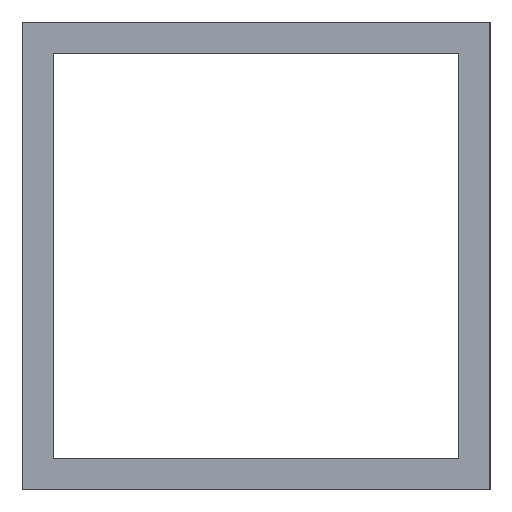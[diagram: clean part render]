
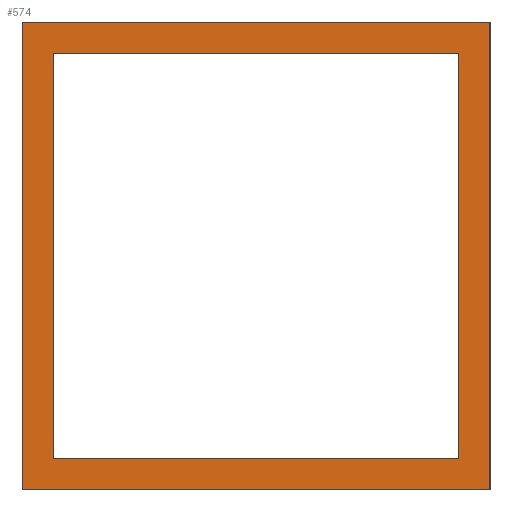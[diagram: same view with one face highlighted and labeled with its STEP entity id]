
A CAD part, left-side view. The second image highlights one B-rep face of the part: STEP entity #574.
In plain terms, the highlighted planar face has unit normal (-1, 0, 0).
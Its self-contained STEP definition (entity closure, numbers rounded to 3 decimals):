
#4 = DIRECTION ( 'NONE',  ( 0., 0., -1. ) ) ;
#5 = CARTESIAN_POINT ( 'NONE',  ( 0., -13., -13. ) ) ;
#24 = DIRECTION ( 'NONE',  ( 0., 0., -1. ) ) ;
#102 = DIRECTION ( 'NONE',  ( 0., 0., -1. ) ) ;
#111 = EDGE_CURVE ( 'NONE', #1879, #796, #2499, .T. ) ;
#191 = ORIENTED_EDGE ( 'NONE', *, *, #2107, .T. ) ;
#193 = ORIENTED_EDGE ( 'NONE', *, *, #656, .T. ) ;
#199 = CARTESIAN_POINT ( 'NONE',  ( 0., -15., 15. ) ) ;
#244 = LINE ( 'NONE', #1142, #1343 ) ;
#259 = DIRECTION ( 'NONE',  ( 0., 0., -1. ) ) ;
#278 = CARTESIAN_POINT ( 'NONE',  ( 0., 13., -13. ) ) ;
#404 = VECTOR ( 'NONE', #2488, 1000. ) ;
#466 = DIRECTION ( 'NONE',  ( 0., 0., -1. ) ) ;
#496 = CARTESIAN_POINT ( 'NONE',  ( 0., 15., -15. ) ) ;
#574 = ADVANCED_FACE ( 'NONE', ( #930, #918 ), #1927, .F. ) ;
#656 = EDGE_CURVE ( 'NONE', #1632, #1788, #1260, .T. ) ;
#715 = CARTESIAN_POINT ( 'NONE',  ( 0., 15., 15. ) ) ;
#716 = VECTOR ( 'NONE', #259, 1000. ) ;
#736 = VERTEX_POINT ( 'NONE', #2724 ) ;
#796 = VERTEX_POINT ( 'NONE', #1333 ) ;
#918 = FACE_OUTER_BOUND ( 'NONE', #2426, .T. ) ;
#930 = FACE_BOUND ( 'NONE', #2293, .T. ) ;
#933 = EDGE_CURVE ( 'NONE', #1090, #2291, #1797, .T. ) ;
#970 = CARTESIAN_POINT ( 'NONE',  ( 0., 15., 15. ) ) ;
#996 = EDGE_CURVE ( 'NONE', #796, #1788, #2235, .T. ) ;
#1044 = CARTESIAN_POINT ( 'NONE',  ( 0., 15., 15. ) ) ;
#1063 = LINE ( 'NONE', #1325, #1384 ) ;
#1090 = VERTEX_POINT ( 'NONE', #1044 ) ;
#1142 = CARTESIAN_POINT ( 'NONE',  ( 0., 15., -15. ) ) ;
#1207 = CARTESIAN_POINT ( 'NONE',  ( 0., 13., 13. ) ) ;
#1239 = VECTOR ( 'NONE', #102, 1000. ) ;
#1248 = CARTESIAN_POINT ( 'NONE',  ( 0., -13., -13. ) ) ;
#1260 = LINE ( 'NONE', #1248, #2651 ) ;
#1302 = EDGE_CURVE ( 'NONE', #2291, #736, #1540, .T. ) ;
#1314 = CARTESIAN_POINT ( 'NONE',  ( 0., -15., 15. ) ) ;
#1318 = CARTESIAN_POINT ( 'NONE',  ( 0., 0., 0. ) ) ;
#1325 = CARTESIAN_POINT ( 'NONE',  ( 0., -13., 13. ) ) ;
#1333 = CARTESIAN_POINT ( 'NONE',  ( 0., 13., 13. ) ) ;
#1334 = VECTOR ( 'NONE', #4, 1000. ) ;
#1343 = VECTOR ( 'NONE', #1739, 1000. ) ;
#1384 = VECTOR ( 'NONE', #24, 1000. ) ;
#1423 = ORIENTED_EDGE ( 'NONE', *, *, #1302, .F. ) ;
#1493 = EDGE_CURVE ( 'NONE', #1090, #2457, #2212, .T. ) ;
#1540 = LINE ( 'NONE', #1314, #1334 ) ;
#1626 = ORIENTED_EDGE ( 'NONE', *, *, #2440, .T. ) ;
#1632 = VERTEX_POINT ( 'NONE', #5 ) ;
#1739 = DIRECTION ( 'NONE',  ( 0., -1., 0. ) ) ;
#1788 = VERTEX_POINT ( 'NONE', #278 ) ;
#1797 = LINE ( 'NONE', #970, #2479 ) ;
#1818 = DIRECTION ( 'NONE',  ( 0., -1., 0. ) ) ;
#1824 = CARTESIAN_POINT ( 'NONE',  ( 0., -13., 13. ) ) ;
#1879 = VERTEX_POINT ( 'NONE', #2295 ) ;
#1927 = PLANE ( 'NONE',  #2046 ) ;
#2046 = AXIS2_PLACEMENT_3D ( 'NONE', #1318, #2357, #466 ) ;
#2056 = ORIENTED_EDGE ( 'NONE', *, *, #111, .F. ) ;
#2105 = DIRECTION ( 'NONE',  ( 0., 1., 0. ) ) ;
#2107 = EDGE_CURVE ( 'NONE', #1879, #1632, #1063, .T. ) ;
#2212 = LINE ( 'NONE', #715, #716 ) ;
#2235 = LINE ( 'NONE', #1207, #1239 ) ;
#2239 = ORIENTED_EDGE ( 'NONE', *, *, #996, .F. ) ;
#2262 = ORIENTED_EDGE ( 'NONE', *, *, #933, .F. ) ;
#2291 = VERTEX_POINT ( 'NONE', #199 ) ;
#2293 = EDGE_LOOP ( 'NONE', ( #2239, #2056, #191, #193 ) ) ;
#2295 = CARTESIAN_POINT ( 'NONE',  ( 0., -13., 13. ) ) ;
#2357 = DIRECTION ( 'NONE',  ( 1., 0., 0. ) ) ;
#2426 = EDGE_LOOP ( 'NONE', ( #2262, #2678, #1626, #1423 ) ) ;
#2440 = EDGE_CURVE ( 'NONE', #2457, #736, #244, .T. ) ;
#2457 = VERTEX_POINT ( 'NONE', #496 ) ;
#2479 = VECTOR ( 'NONE', #1818, 1000. ) ;
#2488 = DIRECTION ( 'NONE',  ( 0., 1., 0. ) ) ;
#2499 = LINE ( 'NONE', #1824, #404 ) ;
#2651 = VECTOR ( 'NONE', #2105, 1000. ) ;
#2678 = ORIENTED_EDGE ( 'NONE', *, *, #1493, .T. ) ;
#2724 = CARTESIAN_POINT ( 'NONE',  ( 0., -15., -15. ) ) ;
